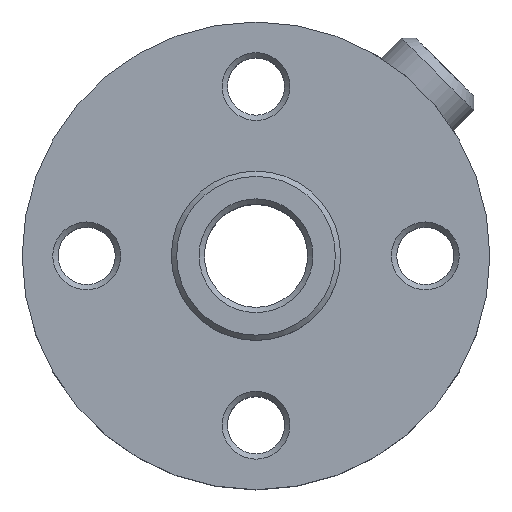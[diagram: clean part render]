
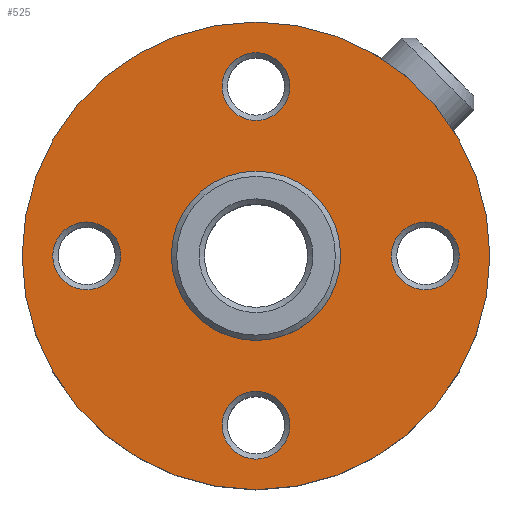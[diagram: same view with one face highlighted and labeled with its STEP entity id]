
A CAD part, top view. The second image highlights one B-rep face of the part: STEP entity #525.
In plain terms, the highlighted planar face has unit normal (0, 0, 1).
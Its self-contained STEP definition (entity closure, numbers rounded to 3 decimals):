
#94=FACE_BOUND('',#167,.T.);
#95=FACE_BOUND('',#168,.T.);
#96=FACE_BOUND('',#169,.T.);
#97=FACE_BOUND('',#170,.T.);
#98=FACE_BOUND('',#171,.T.);
#130=FACE_OUTER_BOUND('',#166,.T.);
#166=EDGE_LOOP('',(#367));
#167=EDGE_LOOP('',(#368));
#168=EDGE_LOOP('',(#369));
#169=EDGE_LOOP('',(#370));
#170=EDGE_LOOP('',(#371));
#171=EDGE_LOOP('',(#372));
#238=CIRCLE('',#565,11.05);
#239=CIRCLE('',#566,4.);
#240=CIRCLE('',#567,1.603);
#241=CIRCLE('',#568,1.603);
#242=CIRCLE('',#569,1.603);
#243=CIRCLE('',#570,1.603);
#267=VERTEX_POINT('',#789);
#268=VERTEX_POINT('',#791);
#269=VERTEX_POINT('',#793);
#270=VERTEX_POINT('',#795);
#271=VERTEX_POINT('',#797);
#272=VERTEX_POINT('',#799);
#313=EDGE_CURVE('',#267,#267,#238,.T.);
#314=EDGE_CURVE('',#268,#268,#239,.T.);
#315=EDGE_CURVE('',#269,#269,#240,.T.);
#316=EDGE_CURVE('',#270,#270,#241,.T.);
#317=EDGE_CURVE('',#271,#271,#242,.T.);
#318=EDGE_CURVE('',#272,#272,#243,.T.);
#367=ORIENTED_EDGE('',*,*,#313,.T.);
#368=ORIENTED_EDGE('',*,*,#314,.T.);
#369=ORIENTED_EDGE('',*,*,#315,.T.);
#370=ORIENTED_EDGE('',*,*,#316,.T.);
#371=ORIENTED_EDGE('',*,*,#317,.T.);
#372=ORIENTED_EDGE('',*,*,#318,.T.);
#475=PLANE('',#564);
#525=ADVANCED_FACE('',(#130,#94,#95,#96,#97,#98),#475,.T.);
#564=AXIS2_PLACEMENT_3D('',#788,#633,#634);
#565=AXIS2_PLACEMENT_3D('',#790,#635,#636);
#566=AXIS2_PLACEMENT_3D('',#792,#637,#638);
#567=AXIS2_PLACEMENT_3D('',#794,#639,#640);
#568=AXIS2_PLACEMENT_3D('',#796,#641,#642);
#569=AXIS2_PLACEMENT_3D('',#798,#643,#644);
#570=AXIS2_PLACEMENT_3D('',#800,#645,#646);
#633=DIRECTION('center_axis',(0.,0.,1.));
#634=DIRECTION('ref_axis',(1.,0.,0.));
#635=DIRECTION('center_axis',(0.,0.,1.));
#636=DIRECTION('ref_axis',(0.,1.,0.));
#637=DIRECTION('center_axis',(0.,0.,-1.));
#638=DIRECTION('ref_axis',(0.,-1.,0.));
#639=DIRECTION('center_axis',(0.,0.,-1.));
#640=DIRECTION('ref_axis',(0.,-1.,0.));
#641=DIRECTION('center_axis',(0.,0.,-1.));
#642=DIRECTION('ref_axis',(0.,-1.,0.));
#643=DIRECTION('center_axis',(0.,0.,-1.));
#644=DIRECTION('ref_axis',(0.,-1.,0.));
#645=DIRECTION('center_axis',(0.,0.,-1.));
#646=DIRECTION('ref_axis',(0.,-1.,0.));
#788=CARTESIAN_POINT('Origin',(0.,0.,0.));
#789=CARTESIAN_POINT('',(0.,11.05,0.));
#790=CARTESIAN_POINT('Origin',(0.,0.,0.));
#791=CARTESIAN_POINT('',(0.,4.,0.));
#792=CARTESIAN_POINT('Origin',(0.,0.,0.));
#793=CARTESIAN_POINT('',(0.,-6.398,0.));
#794=CARTESIAN_POINT('Origin',(0.,-8.,0.));
#795=CARTESIAN_POINT('',(8.,1.603,0.));
#796=CARTESIAN_POINT('Origin',(8.,0.,0.));
#797=CARTESIAN_POINT('',(-8.,1.603,0.));
#798=CARTESIAN_POINT('Origin',(-8.,0.,0.));
#799=CARTESIAN_POINT('',(0.,9.603,0.));
#800=CARTESIAN_POINT('Origin',(0.,8.,0.));
